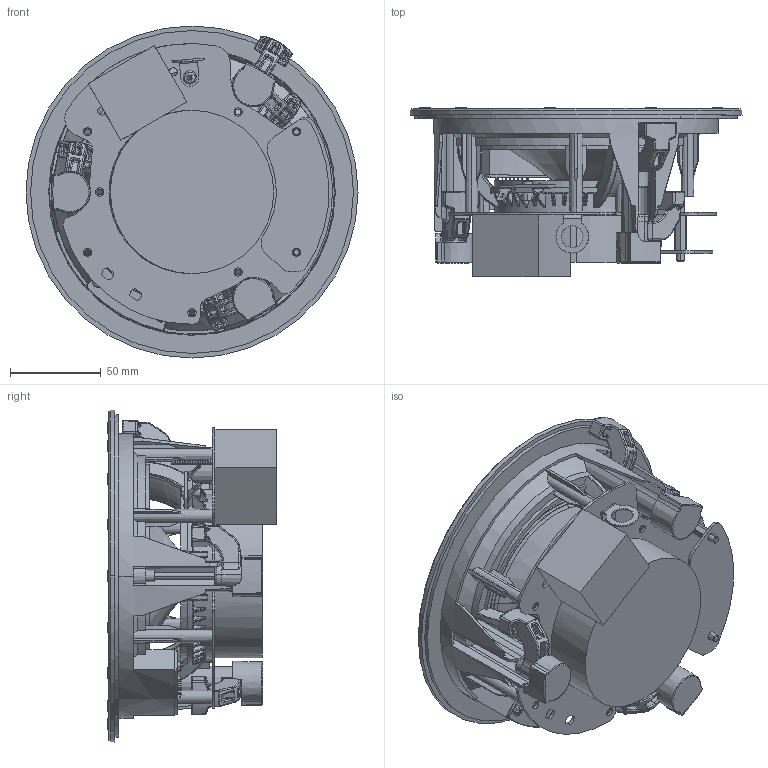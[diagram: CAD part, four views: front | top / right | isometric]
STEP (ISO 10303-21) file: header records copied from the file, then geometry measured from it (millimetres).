
FILE_DESCRIPTION (( 'STEP AP203' ), '1' );
FILE_NAME ('100_ICW5.STEP', '2023-11-08T15:58:24', ( '' ), ( '' ), 'SwSTEP 2.0', 'SolidWorks 2022', '' );
FILE_SCHEMA (( 'CONFIG_CONTROL_DESIGN' ));
Products named in the file (1): 100_ICW5
Bounding box: 183 x 93.35 x 183 mm (x, y, z)
Volume: 557638.2 mm3; surface area: 251180.8 mm2
Topology: 41 solids, 42 shells, 6686 faces, 14147 edges, 7480 vertices
Faces by surface type: plane 4216, bspline 1262, cylinder 771, cone 409, torus 24, sphere 4
Entity records: 237422 total; most frequent: CARTESIAN_POINT 108633, ORIENTED_EDGE 28120, DIRECTION 24001, EDGE_CURVE 14060, AXIS2_PLACEMENT_3D 8260, VECTOR 7481, LINE 7481, VERTEX_POINT 7480
